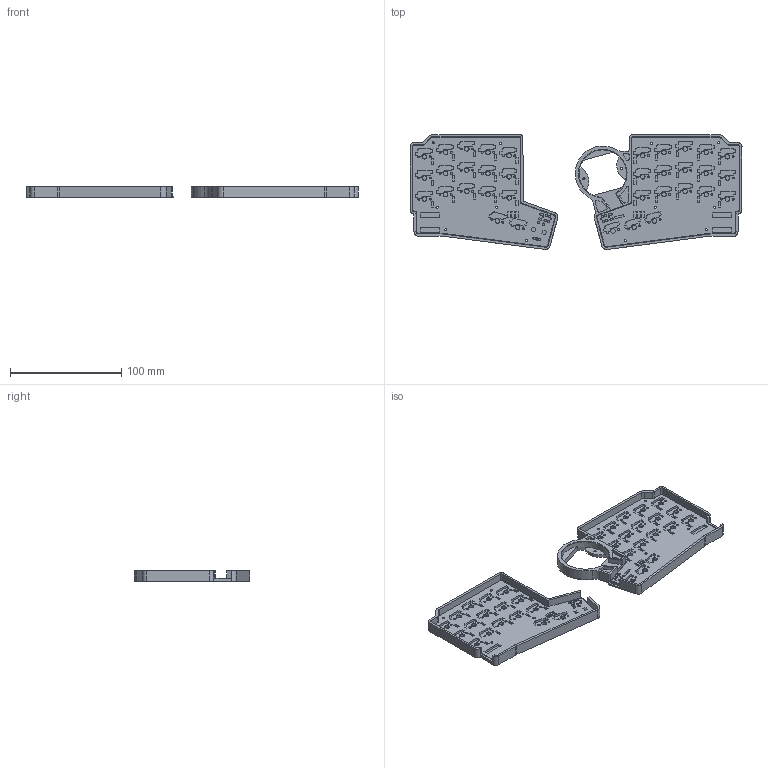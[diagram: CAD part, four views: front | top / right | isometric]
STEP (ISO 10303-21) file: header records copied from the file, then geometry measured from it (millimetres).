
FILE_DESCRIPTION(/* description */ (''),/* implementation_level */ '2;1');
FILE_NAME(/* name */ 'kb_case.step',/* time_stamp */ '2023-09-24T15:53:39+08:00',/* author */ (''),/* organization */ (''),/* preprocessor_version */ 'ST-DEVELOPER v20',/* originating_system */ 'Autodesk Translation Framework v12.14.0.127',/* authorisation */ '');
FILE_SCHEMA (('AUTOMOTIVE_DESIGN { 1 0 10303 214 3 1 1 }'));
Length unit declared in the file: millimetre
Products named in the file (2): Thrfv case with track ball cage; keyboard case
Assembly tree (1 placements, depth 2):
  Thrfv case with track ball cage
    keyboard case
Bounding box: 298.13 x 103.31 x 9.6 mm (x, y, z)
Volume: 72980.3 mm3; surface area: 66547 mm2
Topology: 2 solids, 2 shells, 1314 faces, 3361 edges, 2237 vertices
Faces by surface type: plane 994, cylinder 319, cone 1
Full cylindrical faces by diameter (mm): 0.9 x4, 1.7 x35, 2 x14, 2.1 x5, 4 x35, 6.3 x13
Entity records: 39666 total; most frequent: CARTESIAN_POINT 6921, ORIENTED_EDGE 6722, DIRECTION 6641, EDGE_CURVE 3361, LINE 2711, VECTOR 2711, VERTEX_POINT 2237, AXIS2_PLACEMENT_3D 1965
